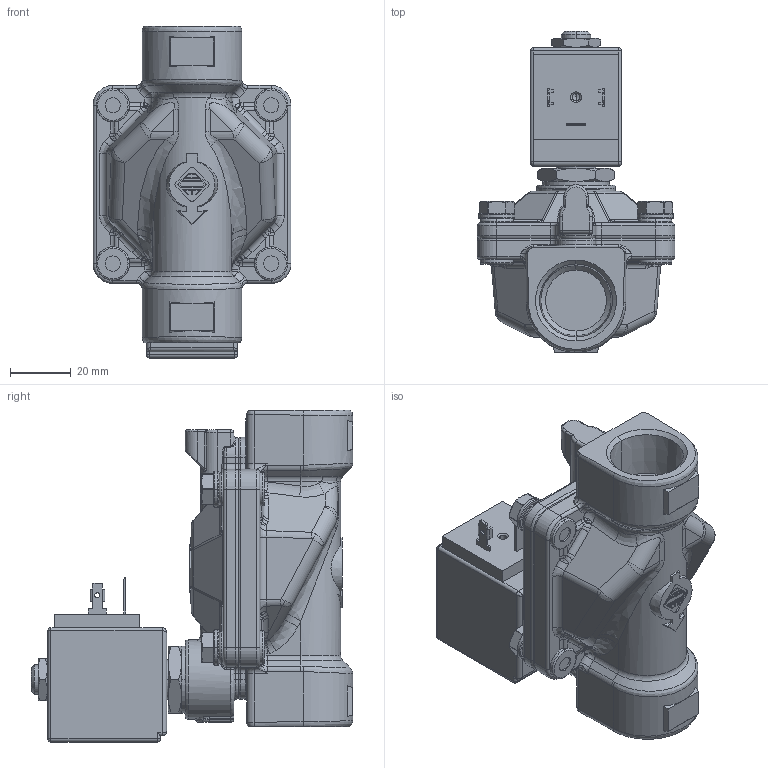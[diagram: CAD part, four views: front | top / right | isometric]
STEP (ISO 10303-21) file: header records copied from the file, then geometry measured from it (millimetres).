
FILE_DESCRIPTION((''),'2;1');
FILE_NAME('21WN5KB190_BDA_INGOMBRO_ASM','2010-03-11T',('romeri'),('O.D.E.'),'PRO/ENGINEER BY PARAMETRIC TECHNOLOGY CORPORATION, 2005450','PRO/ENGINEER BY PARAMETRIC TECHNOLOGY CORPORATION, 2005450','');
FILE_SCHEMA(('CONFIG_CONTROL_DESIGN'));
Length unit declared in the file: millimetre
Products named in the file (9): 450WN5_INGOMBRO; 450461_INGOMBRO; 450606_INGOMBRO; BOBINA_8_W_INGOMBRO; 450145; 450146; ROSETTE_UNI_1751_M6; VITE_T_ESAGONALE_ISO_4_M6X16; 21WN5KB190_BDA_INGOMBRO_ASM
Assembly tree (14 placements, depth 2):
  21WN5KB190_BDA_INGOMBRO_ASM
    450WN5_INGOMBRO
    450461_INGOMBRO
    450606_INGOMBRO
    BOBINA_8_W_INGOMBRO
    450145
    450146
    ROSETTE_UNI_1751_M6  x4
    VITE_T_ESAGONALE_ISO_4_M6X16  x4
Bounding box: 65 x 105.55 x 109 mm (x, y, z)
Volume: 199007.7 mm3; surface area: 61042.4 mm2
Topology: 14 solids, 20 shells, 1594 faces, 3680 edges, 2160 vertices
Faces by surface type: cylinder 478, plane 425, bspline 331, torus 223, cone 99, sphere 38
Entity records: 66797 total; most frequent: CARTESIAN_POINT 20696, ORIENTED_EDGE 6240, DIRECTION 5582, PRESENTATION_STYLE_ASSIGNMENT 4155, EDGE_CURVE 3120, STYLED_ITEM 3079, CURVE_STYLE 3028, AXIS2_PLACEMENT_3D 2167
